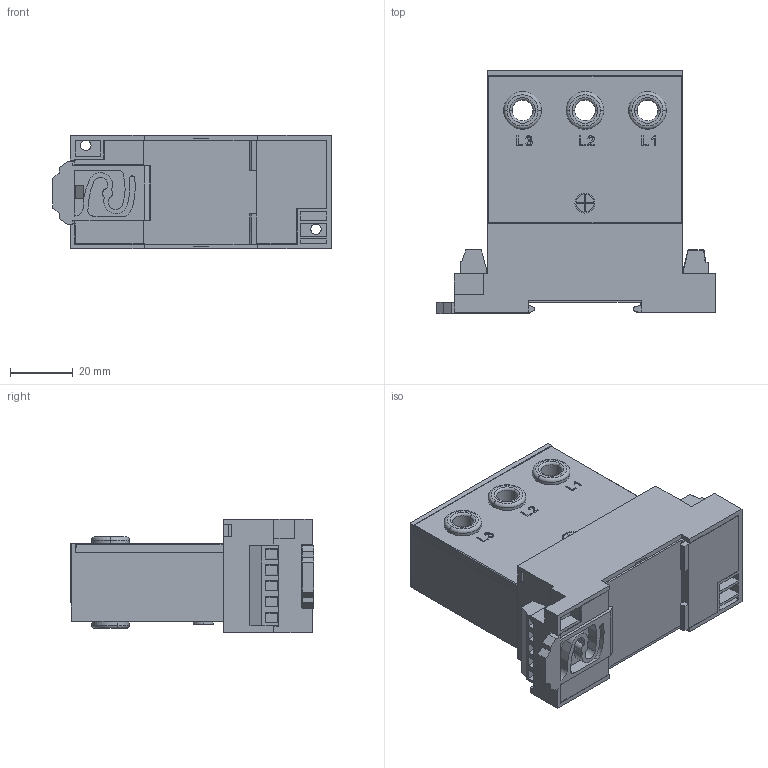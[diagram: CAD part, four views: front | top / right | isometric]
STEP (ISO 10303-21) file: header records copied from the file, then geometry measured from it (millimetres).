
FILE_DESCRIPTION (( 'STEP AP203' ), '1' );
FILE_NAME ('Transducer Three Small Hole Current-2018.STEP', '2018-01-03T21:30:06', ( '' ), ( '' ), 'SwSTEP 2.0', 'SolidWorks 2018', '' );
FILE_SCHEMA (( 'CONFIG_CONTROL_DESIGN' ));
Length unit declared in the file: inch
Products named in the file (10): M002102 RevA - Terminal Block, 4-Position Plug; M001553-Cover, Trans Lowr Base Trimpot; M001558A-Case, Trans Tall - No Hole_S002058-3; M001560A -Cover, Trans Tall - No Hole_Printed; M001559 insert, transducer small hole; M001550-Cover, Trans Low Base - Bottom; Transducer Three Small Hole Current-2018; M001551 RevB - Clip, Trans Mounting - Din Rail_Reinforced; M001552 - Base, Trans Lower - Universal; M000713-Term-Block-PCB-5-4-3-Space
Assembly tree (14 placements, depth 2):
  Transducer Three Small Hole Current-2018
    M001550-Cover, Trans Low Base - Bottom
    M001551 RevB - Clip, Trans Mounting - Din Rail_Reinforced
    M001552 - Base, Trans Lower - Universal
    M000713-Term-Block-PCB-5-4-3-Space
    M002102 RevA - Terminal Block, 4-Position Plug
    M001553-Cover, Trans Lowr Base Trimpot
    M001558A-Case, Trans Tall - No Hole_S002058-3
    M001560A -Cover, Trans Tall - No Hole_Printed
    M001559 insert, transducer small hole  x6
Bounding box: 88.59 x 77.18 x 36.09 mm (x, y, z)
Volume: 42452.4 mm3; surface area: 52576.3 mm2
Topology: 15 solids, 15 shells, 826 faces, 2101 edges, 1339 vertices
Faces by surface type: plane 518, cylinder 206, bspline 36, torus 30, sphere 26, cone 10
Entity records: 25523 total; most frequent: CARTESIAN_POINT 5862, ORIENTED_EDGE 3906, DIRECTION 3666, EDGE_CURVE 1953, LINE 1488, VECTOR 1488, VERTEX_POINT 1259, AXIS2_PLACEMENT_3D 1089
